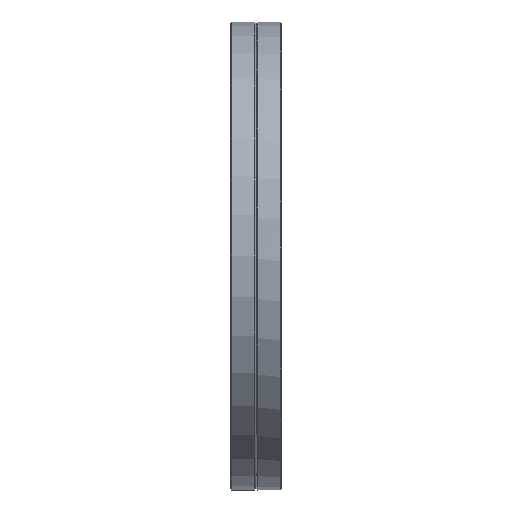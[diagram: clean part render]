
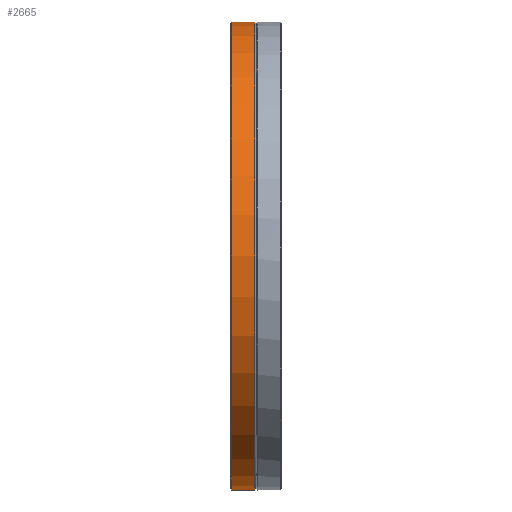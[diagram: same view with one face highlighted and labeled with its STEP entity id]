
A CAD part, front view. The second image highlights one B-rep face of the part: STEP entity #2665.
In plain terms, the highlighted cylindrical face has radius 101.25 mm (diameter 202.5 mm), a full revolution.
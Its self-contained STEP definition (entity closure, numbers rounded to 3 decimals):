
#320 = AXIS2_PLACEMENT_3D ( 'NONE', #2580, #812, #2324 ) ;
#350 = DIRECTION ( 'NONE',  ( 0., 0., 1. ) ) ;
#485 = CARTESIAN_POINT ( 'NONE',  ( 10.5, 0., 101.25 ) ) ;
#650 = CIRCLE ( 'NONE', #320, 101.25 ) ;
#673 = ORIENTED_EDGE ( 'NONE', *, *, #2543, .T. ) ;
#812 = DIRECTION ( 'NONE',  ( -1., 0., 0. ) ) ;
#887 = CARTESIAN_POINT ( 'NONE',  ( 0.5, 0., -101.25 ) ) ;
#910 = AXIS2_PLACEMENT_3D ( 'NONE', #937, #1351, #350 ) ;
#937 = CARTESIAN_POINT ( 'NONE',  ( 10.5, 0., 0. ) ) ;
#1011 = CYLINDRICAL_SURFACE ( 'NONE', #2365, 101.25 ) ;
#1167 = EDGE_LOOP ( 'NONE', ( #2456 ) ) ;
#1351 = DIRECTION ( 'NONE',  ( -1., 0., 0. ) ) ;
#1378 = FACE_OUTER_BOUND ( 'NONE', #1645, .T. ) ;
#1530 = EDGE_CURVE ( 'NONE', #2314, #2314, #650, .T. ) ;
#1593 = CIRCLE ( 'NONE', #910, 101.25 ) ;
#1645 = EDGE_LOOP ( 'NONE', ( #673 ) ) ;
#1774 = VERTEX_POINT ( 'NONE', #485 ) ;
#1834 = FACE_OUTER_BOUND ( 'NONE', #1167, .T. ) ;
#2105 = DIRECTION ( 'NONE',  ( -1., 0., 0. ) ) ;
#2314 = VERTEX_POINT ( 'NONE', #887 ) ;
#2324 = DIRECTION ( 'NONE',  ( 0., 0., -1. ) ) ;
#2365 = AXIS2_PLACEMENT_3D ( 'NONE', #2572, #2105, #2781 ) ;
#2456 = ORIENTED_EDGE ( 'NONE', *, *, #1530, .F. ) ;
#2543 = EDGE_CURVE ( 'NONE', #1774, #1774, #1593, .T. ) ;
#2572 = CARTESIAN_POINT ( 'NONE',  ( 0., 0., 0. ) ) ;
#2580 = CARTESIAN_POINT ( 'NONE',  ( 0.5, 0., 0. ) ) ;
#2665 = ADVANCED_FACE ( 'NONE', ( #1378, #1834 ), #1011, .T. ) ;
#2781 = DIRECTION ( 'NONE',  ( 0., 0., 1. ) ) ;
